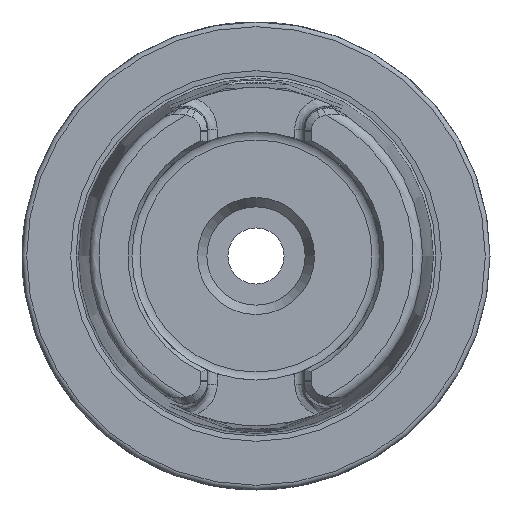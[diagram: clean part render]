
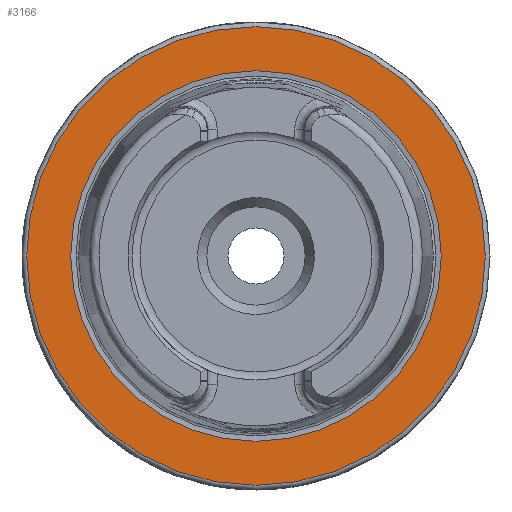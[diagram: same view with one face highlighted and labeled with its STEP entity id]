
A CAD part, left-side view. The second image highlights one B-rep face of the part: STEP entity #3166.
In plain terms, the highlighted planar face has unit normal (-1, 0, 0).
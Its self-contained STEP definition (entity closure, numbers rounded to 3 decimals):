
#116=FACE_BOUND('',#696,.T.);
#171=PLANE('',#3461);
#341=CIRCLE('',#3459,39.587);
#342=CIRCLE('',#3460,39.587);
#343=CIRCLE('',#3462,49.);
#344=CIRCLE('',#3463,49.);
#513=FACE_OUTER_BOUND('',#695,.T.);
#695=EDGE_LOOP('',(#2942,#2943));
#696=EDGE_LOOP('',(#2944,#2945));
#1499=VERTEX_POINT('',#8732);
#1500=VERTEX_POINT('',#8734);
#1501=VERTEX_POINT('',#8738);
#1502=VERTEX_POINT('',#8739);
#1984=EDGE_CURVE('',#1500,#1499,#341,.T.);
#1985=EDGE_CURVE('',#1499,#1500,#342,.T.);
#1986=EDGE_CURVE('',#1501,#1502,#343,.T.);
#1987=EDGE_CURVE('',#1502,#1501,#344,.T.);
#2942=ORIENTED_EDGE('',*,*,#1986,.F.);
#2943=ORIENTED_EDGE('',*,*,#1987,.F.);
#2944=ORIENTED_EDGE('',*,*,#1984,.T.);
#2945=ORIENTED_EDGE('',*,*,#1985,.T.);
#3166=ADVANCED_FACE('',(#513,#116),#171,.T.);
#3459=AXIS2_PLACEMENT_3D('',#8735,#4176,#4177);
#3460=AXIS2_PLACEMENT_3D('',#8736,#4178,#4179);
#3461=AXIS2_PLACEMENT_3D('',#8737,#4180,#4181);
#3462=AXIS2_PLACEMENT_3D('',#8740,#4182,#4183);
#3463=AXIS2_PLACEMENT_3D('',#8741,#4184,#4185);
#4176=DIRECTION('center_axis',(1.,0.,0.));
#4177=DIRECTION('ref_axis',(0.,0.,-1.));
#4178=DIRECTION('center_axis',(1.,0.,0.));
#4179=DIRECTION('ref_axis',(0.,0.,-1.));
#4180=DIRECTION('center_axis',(-1.,0.,0.));
#4181=DIRECTION('ref_axis',(0.,0.,1.));
#4182=DIRECTION('center_axis',(1.,0.,0.));
#4183=DIRECTION('ref_axis',(0.,0.,-1.));
#4184=DIRECTION('center_axis',(1.,0.,0.));
#4185=DIRECTION('ref_axis',(0.,0.,-1.));
#8732=CARTESIAN_POINT('',(0.,-39.587,0.));
#8734=CARTESIAN_POINT('',(0.,39.587,0.));
#8735=CARTESIAN_POINT('Origin',(0.,0.,0.));
#8736=CARTESIAN_POINT('Origin',(0.,0.,0.));
#8737=CARTESIAN_POINT('Origin',(0.,49.,
0.));
#8738=CARTESIAN_POINT('',(0.,49.,0.));
#8739=CARTESIAN_POINT('',(0.,0.,49.));
#8740=CARTESIAN_POINT('Origin',(0.,0.,0.));
#8741=CARTESIAN_POINT('Origin',(0.,0.,0.));
